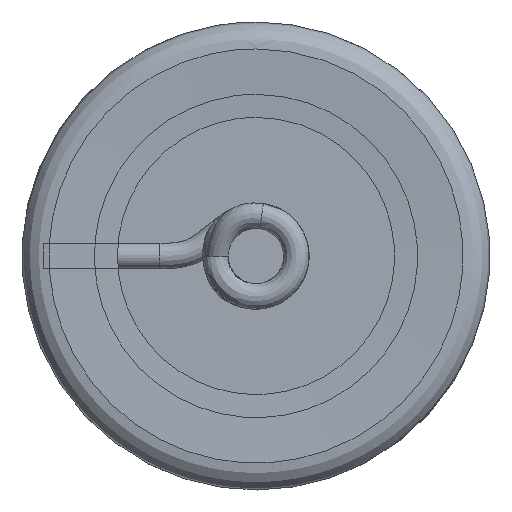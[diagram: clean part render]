
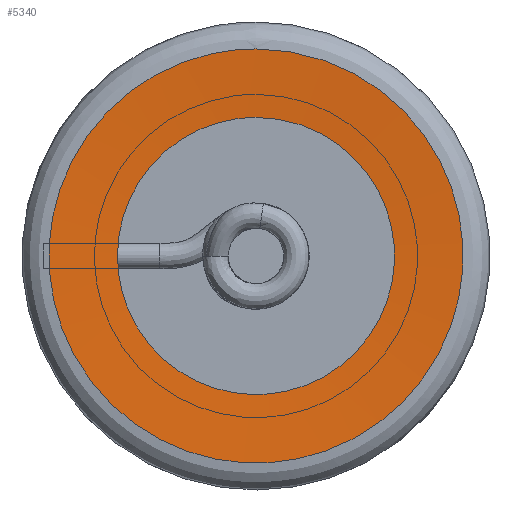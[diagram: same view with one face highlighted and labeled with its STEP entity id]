
A CAD part, left-side view. The second image highlights one B-rep face of the part: STEP entity #5340.
In plain terms, the highlighted free-form (B-spline) face has degree [1, 2] with [2, 9] control points.
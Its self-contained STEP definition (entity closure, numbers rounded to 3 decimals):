
#5273=CARTESIAN_POINT('',(-12.85,0.,2.434));
#5274=VERTEX_POINT('',#5273);
#5281=CARTESIAN_POINT('',(-12.85,0.,2.434));
#5282=CARTESIAN_POINT('',(-12.85,-2.434,2.434));
#5283=CARTESIAN_POINT('',(-12.85,-2.434,0.));
#5284=CARTESIAN_POINT('',(-12.85,-2.434,-2.434));
#5285=CARTESIAN_POINT('',(-12.85,0.,-2.434));
#5286=CARTESIAN_POINT('',(-12.85,2.434,-2.434));
#5287=CARTESIAN_POINT('',(-12.85,2.434,0.));
#5288=CARTESIAN_POINT('',(-12.85,2.434,2.434));
#5289=CARTESIAN_POINT('',(-12.85,0.,2.434));
#5290=(BOUNDED_CURVE()B_SPLINE_CURVE(2,(#5281,#5282,#5283,#5284,#5285,#5286,#5287,#5288,#5289),.CIRCULAR_ARC.,.T.,.U.)B_SPLINE_CURVE_WITH_KNOTS((3,2,2,2,3),(0.,0.25,0.5,0.75,1.),.UNSPECIFIED.)CURVE()GEOMETRIC_REPRESENTATION_ITEM()RATIONAL_B_SPLINE_CURVE((1.,0.707,1.,0.707,1.,0.707,1.,0.707,1.))REPRESENTATION_ITEM(''));
#5291=EDGE_CURVE('',#5274,#5274,#5290,.T.);
#5298=CARTESIAN_POINT('',(-12.85,0.,2.434));
#5299=CARTESIAN_POINT('',(-12.85,-2.434,2.434));
#5300=CARTESIAN_POINT('',(-12.85,-2.434,0.));
#5301=CARTESIAN_POINT('',(-12.85,-2.434,-2.434));
#5302=CARTESIAN_POINT('',(-12.85,0.,-2.434));
#5303=CARTESIAN_POINT('',(-12.85,2.434,-2.434));
#5304=CARTESIAN_POINT('',(-12.85,2.434,0.));
#5305=CARTESIAN_POINT('',(-12.85,2.434,2.434));
#5306=CARTESIAN_POINT('',(-12.85,0.,2.434));
#5307=CARTESIAN_POINT('',(-12.805,0.,1.628));
#5308=CARTESIAN_POINT('',(-12.805,-1.628,1.628));
#5309=CARTESIAN_POINT('',(-12.805,-1.628,0.));
#5310=CARTESIAN_POINT('',(-12.805,-1.628,-1.628));
#5311=CARTESIAN_POINT('',(-12.805,0.,-1.628));
#5312=CARTESIAN_POINT('',(-12.805,1.628,-1.628));
#5313=CARTESIAN_POINT('',(-12.805,1.628,0.));
#5314=CARTESIAN_POINT('',(-12.805,1.628,1.628));
#5315=CARTESIAN_POINT('',(-12.805,0.,1.628));
#5316=(BOUNDED_SURFACE()B_SPLINE_SURFACE(1,2,((#5298,#5299,#5300,#5301,#5302,#5303,#5304,#5305,#5306),(#5307,#5308,#5309,#5310,#5311,#5312,#5313,#5314,#5315)),.GENERALISED_CONE.,.F.,.T.,.U.)B_SPLINE_SURFACE_WITH_KNOTS((2,2),(3,2,2,2,3),(0.,1.),(0.,0.25,0.5,0.75,1.),.UNSPECIFIED.)GEOMETRIC_REPRESENTATION_ITEM()RATIONAL_B_SPLINE_SURFACE(((1.,0.707,1.,0.707,1.,0.707,1.,0.707,1.),(1.,0.707,1.,0.707,1.,0.707,1.,0.707,1.)))REPRESENTATION_ITEM('')SURFACE());
#5317=CARTESIAN_POINT('',(-12.805,0.,1.628));
#5318=VERTEX_POINT('',#5317);
#5319=CARTESIAN_POINT('',(-12.85,0.,2.434));
#5320=CARTESIAN_POINT('',(-12.805,0.,1.628));
#5321=B_SPLINE_CURVE_WITH_KNOTS('',1,(#5319,#5320),.POLYLINE_FORM.,.F.,.U.,(2,2),(0.,1.),.UNSPECIFIED.);
#5322=EDGE_CURVE('',#5274,#5318,#5321,.T.);
#5323=ORIENTED_EDGE('',*,*,#5322,.T.);
#5324=CARTESIAN_POINT('',(-12.805,0.,1.628));
#5325=CARTESIAN_POINT('',(-12.805,-1.628,1.628));
#5326=CARTESIAN_POINT('',(-12.805,-1.628,0.));
#5327=CARTESIAN_POINT('',(-12.805,-1.628,-1.628));
#5328=CARTESIAN_POINT('',(-12.805,0.,-1.628));
#5329=CARTESIAN_POINT('',(-12.805,1.628,-1.628));
#5330=CARTESIAN_POINT('',(-12.805,1.628,0.));
#5331=CARTESIAN_POINT('',(-12.805,1.628,1.628));
#5332=CARTESIAN_POINT('',(-12.805,0.,1.628));
#5333=(BOUNDED_CURVE()B_SPLINE_CURVE(2,(#5324,#5325,#5326,#5327,#5328,#5329,#5330,#5331,#5332),.CIRCULAR_ARC.,.T.,.U.)B_SPLINE_CURVE_WITH_KNOTS((3,2,2,2,3),(0.,0.25,0.5,0.75,1.),.UNSPECIFIED.)CURVE()GEOMETRIC_REPRESENTATION_ITEM()RATIONAL_B_SPLINE_CURVE((1.,0.707,1.,0.707,1.,0.707,1.,0.707,1.))REPRESENTATION_ITEM(''));
#5334=EDGE_CURVE('',#5318,#5318,#5333,.T.);
#5335=ORIENTED_EDGE('',*,*,#5334,.T.);
#5336=ORIENTED_EDGE('',*,*,#5322,.F.);
#5337=ORIENTED_EDGE('',*,*,#5291,.F.);
#5338=EDGE_LOOP('',(#5323,#5335,#5336,#5337));
#5339=FACE_OUTER_BOUND('',#5338,.T.);
#5340=ADVANCED_FACE('',(#5339),#5316,.T.);
